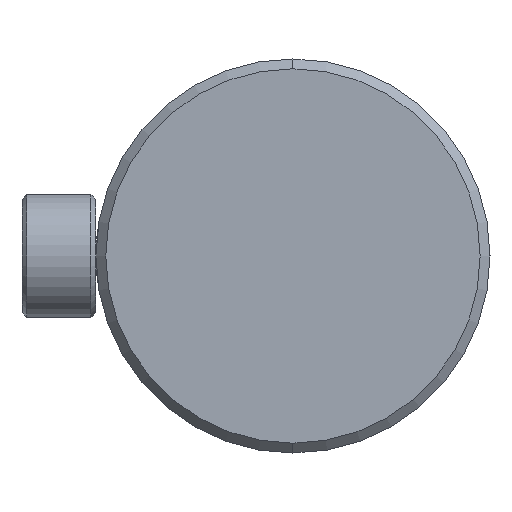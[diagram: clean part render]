
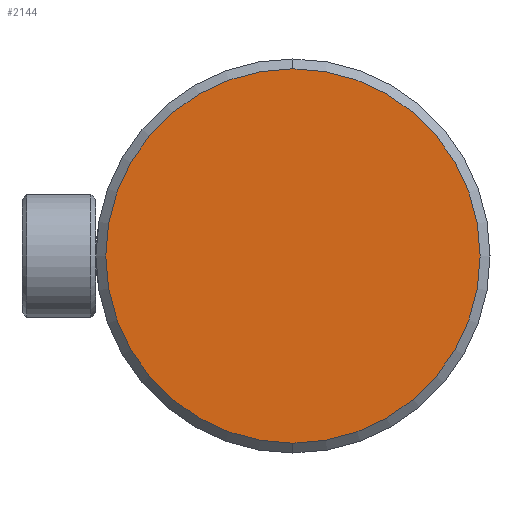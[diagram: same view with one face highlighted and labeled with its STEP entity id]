
A CAD part, left-side view. The second image highlights one B-rep face of the part: STEP entity #2144.
In plain terms, the highlighted planar face has unit normal (-1, 0, 0).
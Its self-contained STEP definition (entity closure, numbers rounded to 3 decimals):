
#370 = AXIS2_PLACEMENT_3D ( 'NONE', #736, #452, #2543 ) ;
#452 = DIRECTION ( 'NONE',  ( 1., 0., 0. ) ) ;
#454 = EDGE_CURVE ( 'NONE', #1871, #2181, #583, .T. ) ;
#583 = CIRCLE ( 'NONE', #1217, 38. ) ;
#736 = CARTESIAN_POINT ( 'NONE',  ( -15., 0., 0. ) ) ;
#792 = PLANE ( 'NONE',  #1032 ) ;
#863 = DIRECTION ( 'NONE',  ( 1., 0., 0. ) ) ;
#864 = FACE_OUTER_BOUND ( 'NONE', #2639, .T. ) ;
#1032 = AXIS2_PLACEMENT_3D ( 'NONE', #1480, #1348, #2593 ) ;
#1217 = AXIS2_PLACEMENT_3D ( 'NONE', #2236, #863, #2582 ) ;
#1348 = DIRECTION ( 'NONE',  ( -1., 0., 0. ) ) ;
#1480 = CARTESIAN_POINT ( 'NONE',  ( -15., 0., 0. ) ) ;
#1546 = CARTESIAN_POINT ( 'NONE',  ( -15., 0., 38. ) ) ;
#1630 = EDGE_CURVE ( 'NONE', #2181, #1871, #3118, .T. ) ;
#1871 = VERTEX_POINT ( 'NONE', #2933 ) ;
#2144 = ADVANCED_FACE ( 'NONE', ( #864 ), #792, .T. ) ;
#2150 = ORIENTED_EDGE ( 'NONE', *, *, #454, .F. ) ;
#2181 = VERTEX_POINT ( 'NONE', #1546 ) ;
#2236 = CARTESIAN_POINT ( 'NONE',  ( -15., 0., 0. ) ) ;
#2410 = ORIENTED_EDGE ( 'NONE', *, *, #1630, .F. ) ;
#2543 = DIRECTION ( 'NONE',  ( 0., 0., -1. ) ) ;
#2582 = DIRECTION ( 'NONE',  ( 0., 0., -1. ) ) ;
#2593 = DIRECTION ( 'NONE',  ( 0., 0., 1. ) ) ;
#2639 = EDGE_LOOP ( 'NONE', ( #2150, #2410 ) ) ;
#2933 = CARTESIAN_POINT ( 'NONE',  ( -15., 0., -38. ) ) ;
#3118 = CIRCLE ( 'NONE', #370, 38. ) ;
